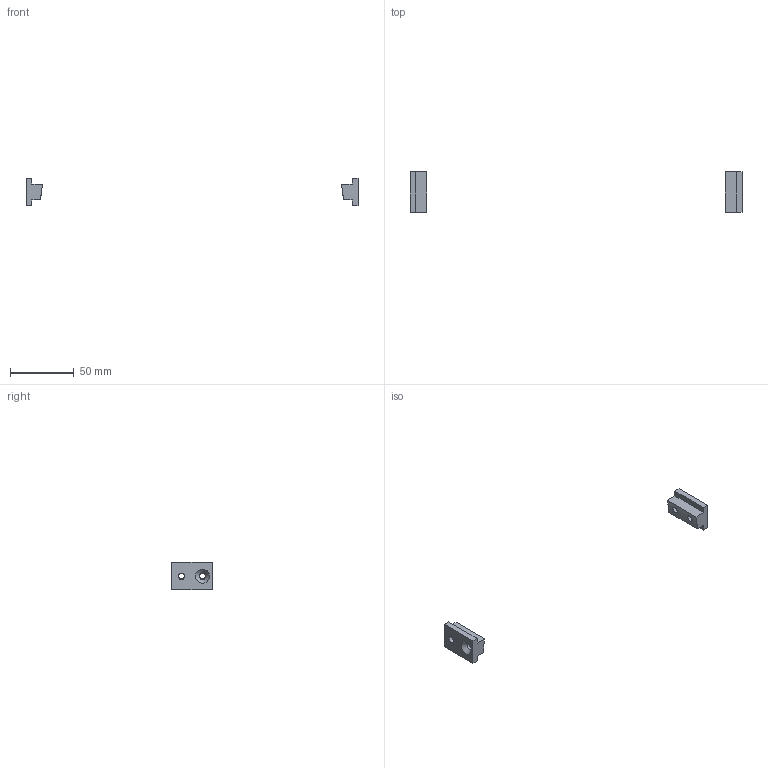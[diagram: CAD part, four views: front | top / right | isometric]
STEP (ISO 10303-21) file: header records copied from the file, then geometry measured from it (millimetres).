
FILE_DESCRIPTION(/* description */ (''),/* implementation_level */ '2;1');
FILE_NAME(/* name */ 'detachable tslot v22.step',/* time_stamp */ '2021-05-17T15:33:42-07:00',/* author */ (''),/* organization */ (''),/* preprocessor_version */ 'ST-DEVELOPER v18.1',/* originating_system */ 'Autodesk Translation Framework v10.6.0.1341',/* authorisation */ '');
FILE_SCHEMA (('AUTOMOTIVE_DESIGN { 1 0 10303 214 3 1 1 }'));
Length unit declared in the file: inch
Products named in the file (1): detachable tslot
Bounding box: 259.71 x 31.75 x 21.59 mm (x, y, z)
Volume: 11045 mm3; surface area: 5638.3 mm2
Topology: 2 solids, 2 shells, 26 faces, 68 edges, 46 vertices
Faces by surface type: plane 18, cylinder 6, cone 2
Full cylindrical faces by diameter (mm): 4.978 x4
Entity records: 968 total; most frequent: CARTESIAN_POINT 277, ORIENTED_EDGE 136, DIRECTION 124, EDGE_CURVE 68, LINE 50, VECTOR 50, VERTEX_POINT 46, AXIS2_PLACEMENT_3D 37
